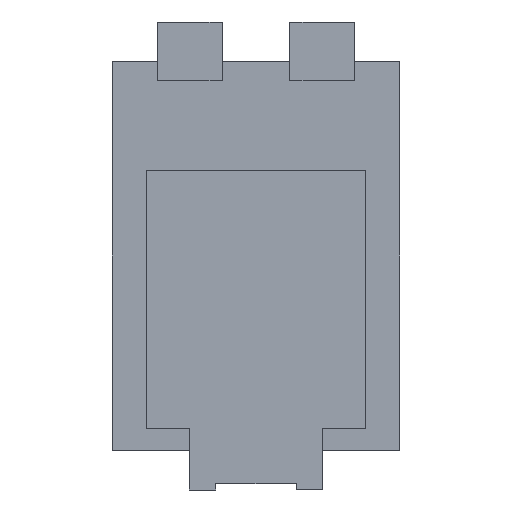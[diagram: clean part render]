
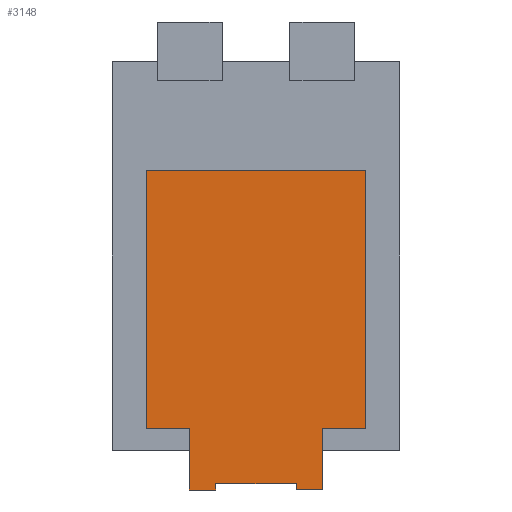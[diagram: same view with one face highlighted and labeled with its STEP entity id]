
A CAD part, front view. The second image highlights one B-rep face of the part: STEP entity #3148.
In plain terms, the highlighted planar face has unit normal (0, -1, 0).
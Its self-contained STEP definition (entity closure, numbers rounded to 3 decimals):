
#28 = CARTESIAN_POINT ( 'NONE',  ( -0.925, -0.001, -2.4 ) ) ;
#169 = DIRECTION ( 'NONE',  ( 1., 0., 0. ) ) ;
#347 = EDGE_CURVE ( 'NONE', #10274, #5839, #2584, .T. ) ;
#480 = LINE ( 'NONE', #6840, #7392 ) ;
#718 = LINE ( 'NONE', #1385, #8731 ) ;
#752 = VERTEX_POINT ( 'NONE', #4576 ) ;
#864 = VECTOR ( 'NONE', #7019, 1000. ) ;
#1012 = LINE ( 'NONE', #5090, #5312 ) ;
#1127 = PLANE ( 'NONE',  #10331 ) ;
#1207 = DIRECTION ( 'NONE',  ( -1., 0., 0. ) ) ;
#1236 = EDGE_CURVE ( 'NONE', #2515, #10274, #8426, .T. ) ;
#1315 = EDGE_LOOP ( 'NONE', ( #7075, #5506, #9845, #5548, #5477, #2102, #9439, #8267, #3739, #3040, #4533, #4960 ) ) ;
#1345 = VERTEX_POINT ( 'NONE', #7482 ) ;
#1378 = LINE ( 'NONE', #5390, #864 ) ;
#1385 = CARTESIAN_POINT ( 'NONE',  ( 1.527, -0.001, 1.194 ) ) ;
#1777 = DIRECTION ( 'NONE',  ( 1., 0., 0. ) ) ;
#1820 = DIRECTION ( 'NONE',  ( 1., 0., 0. ) ) ;
#1857 = VERTEX_POINT ( 'NONE', #3247 ) ;
#1902 = CARTESIAN_POINT ( 'NONE',  ( 1.527, -0.001, 1.194 ) ) ;
#1922 = EDGE_CURVE ( 'NONE', #6115, #2515, #5450, .T. ) ;
#2074 = CARTESIAN_POINT ( 'NONE',  ( -1.527, -0.001, 1.194 ) ) ;
#2102 = ORIENTED_EDGE ( 'NONE', *, *, #4135, .T. ) ;
#2165 = CARTESIAN_POINT ( 'NONE',  ( -1.527, -0.001, -2.4 ) ) ;
#2189 = EDGE_CURVE ( 'NONE', #8225, #1345, #1012, .T. ) ;
#2198 = CARTESIAN_POINT ( 'NONE',  ( -0.561, -0.001, -3.162 ) ) ;
#2201 = EDGE_CURVE ( 'NONE', #1857, #6115, #9280, .T. ) ;
#2515 = VERTEX_POINT ( 'NONE', #2198 ) ;
#2584 = LINE ( 'NONE', #6271, #4199 ) ;
#2777 = DIRECTION ( 'NONE',  ( 0., 0., -1. ) ) ;
#3008 = EDGE_CURVE ( 'NONE', #5536, #4888, #8141, .T. ) ;
#3040 = ORIENTED_EDGE ( 'NONE', *, *, #2201, .T. ) ;
#3049 = CARTESIAN_POINT ( 'NONE',  ( -0.561, -0.001, -3.25 ) ) ;
#3081 = DIRECTION ( 'NONE',  ( 0., 0., 1. ) ) ;
#3148 = ADVANCED_FACE ( 'NONE', ( #9492 ), #1127, .T. ) ;
#3247 = CARTESIAN_POINT ( 'NONE',  ( -0.925, -0.001, -3.25 ) ) ;
#3738 = EDGE_CURVE ( 'NONE', #752, #5536, #8870, .T. ) ;
#3739 = ORIENTED_EDGE ( 'NONE', *, *, #7709, .T. ) ;
#4135 = EDGE_CURVE ( 'NONE', #5423, #752, #480, .T. ) ;
#4147 = VECTOR ( 'NONE', #169, 1000. ) ;
#4186 = VECTOR ( 'NONE', #1777, 1000. ) ;
#4199 = VECTOR ( 'NONE', #4726, 1000. ) ;
#4328 = VERTEX_POINT ( 'NONE', #7931 ) ;
#4341 = CARTESIAN_POINT ( 'NONE',  ( 0.561, -0.001, -3.25 ) ) ;
#4404 = CARTESIAN_POINT ( 'NONE',  ( 0.925, -0.001, -3.25 ) ) ;
#4533 = ORIENTED_EDGE ( 'NONE', *, *, #1922, .T. ) ;
#4576 = CARTESIAN_POINT ( 'NONE',  ( -1.527, -0.001, 1.194 ) ) ;
#4726 = DIRECTION ( 'NONE',  ( 0., 0., -1. ) ) ;
#4823 = CARTESIAN_POINT ( 'NONE',  ( -0.561, -0.001, -3.162 ) ) ;
#4836 = CARTESIAN_POINT ( 'NONE',  ( -0.925, -0.001, -3.25 ) ) ;
#4866 = EDGE_CURVE ( 'NONE', #4328, #5423, #718, .T. ) ;
#4888 = VERTEX_POINT ( 'NONE', #28 ) ;
#4960 = ORIENTED_EDGE ( 'NONE', *, *, #1236, .T. ) ;
#5043 = VECTOR ( 'NONE', #1820, 1000. ) ;
#5090 = CARTESIAN_POINT ( 'NONE',  ( 0.925, -0.001, -3.25 ) ) ;
#5256 = VECTOR ( 'NONE', #7904, 1000. ) ;
#5312 = VECTOR ( 'NONE', #6042, 1000. ) ;
#5390 = CARTESIAN_POINT ( 'NONE',  ( 0.925, -0.001, -2.4 ) ) ;
#5395 = CARTESIAN_POINT ( 'NONE',  ( -0.561, -0.001, -3.25 ) ) ;
#5423 = VERTEX_POINT ( 'NONE', #1902 ) ;
#5450 = LINE ( 'NONE', #3049, #5936 ) ;
#5477 = ORIENTED_EDGE ( 'NONE', *, *, #4866, .T. ) ;
#5506 = ORIENTED_EDGE ( 'NONE', *, *, #5748, .T. ) ;
#5536 = VERTEX_POINT ( 'NONE', #2165 ) ;
#5548 = ORIENTED_EDGE ( 'NONE', *, *, #10167, .T. ) ;
#5748 = EDGE_CURVE ( 'NONE', #5839, #8225, #9461, .T. ) ;
#5803 = CARTESIAN_POINT ( 'NONE',  ( -1.527, -0.001, -2.4 ) ) ;
#5812 = DIRECTION ( 'NONE',  ( 0., 0., -1. ) ) ;
#5839 = VERTEX_POINT ( 'NONE', #6587 ) ;
#5936 = VECTOR ( 'NONE', #3081, 1000. ) ;
#5969 = LINE ( 'NONE', #9752, #9916 ) ;
#6042 = DIRECTION ( 'NONE',  ( 0., 0., 1. ) ) ;
#6115 = VERTEX_POINT ( 'NONE', #5395 ) ;
#6271 = CARTESIAN_POINT ( 'NONE',  ( 0.561, -0.001, -3.162 ) ) ;
#6587 = CARTESIAN_POINT ( 'NONE',  ( 0.561, -0.001, -3.25 ) ) ;
#6777 = VECTOR ( 'NONE', #9244, 1000. ) ;
#6840 = CARTESIAN_POINT ( 'NONE',  ( -1.527, -0.001, 1.194 ) ) ;
#7019 = DIRECTION ( 'NONE',  ( 1., 0., 0. ) ) ;
#7075 = ORIENTED_EDGE ( 'NONE', *, *, #347, .T. ) ;
#7087 = CARTESIAN_POINT ( 'NONE',  ( 0.561, -0.001, -3.162 ) ) ;
#7392 = VECTOR ( 'NONE', #1207, 1000. ) ;
#7482 = CARTESIAN_POINT ( 'NONE',  ( 0.925, -0.001, -2.4 ) ) ;
#7557 = DIRECTION ( 'NONE',  ( 0., -1., 0. ) ) ;
#7709 = EDGE_CURVE ( 'NONE', #4888, #1857, #5969, .T. ) ;
#7904 = DIRECTION ( 'NONE',  ( 1., 0., 0. ) ) ;
#7931 = CARTESIAN_POINT ( 'NONE',  ( 1.527, -0.001, -2.4 ) ) ;
#8141 = LINE ( 'NONE', #5803, #4147 ) ;
#8225 = VERTEX_POINT ( 'NONE', #4404 ) ;
#8267 = ORIENTED_EDGE ( 'NONE', *, *, #3008, .T. ) ;
#8426 = LINE ( 'NONE', #4823, #4186 ) ;
#8731 = VECTOR ( 'NONE', #10199, 1000. ) ;
#8870 = LINE ( 'NONE', #2074, #6777 ) ;
#9244 = DIRECTION ( 'NONE',  ( 0., 0., -1. ) ) ;
#9280 = LINE ( 'NONE', #4836, #5043 ) ;
#9439 = ORIENTED_EDGE ( 'NONE', *, *, #3738, .T. ) ;
#9461 = LINE ( 'NONE', #10132, #5256 ) ;
#9492 = FACE_OUTER_BOUND ( 'NONE', #1315, .T. ) ;
#9752 = CARTESIAN_POINT ( 'NONE',  ( -0.925, -0.001, -2.4 ) ) ;
#9845 = ORIENTED_EDGE ( 'NONE', *, *, #2189, .T. ) ;
#9916 = VECTOR ( 'NONE', #5812, 1000. ) ;
#10132 = CARTESIAN_POINT ( 'NONE',  ( 0.561, -0.001, -3.25 ) ) ;
#10167 = EDGE_CURVE ( 'NONE', #1345, #4328, #1378, .T. ) ;
#10199 = DIRECTION ( 'NONE',  ( 0., 0., 1. ) ) ;
#10274 = VERTEX_POINT ( 'NONE', #7087 ) ;
#10331 = AXIS2_PLACEMENT_3D ( 'NONE', #4341, #7557, #2777 ) ;
